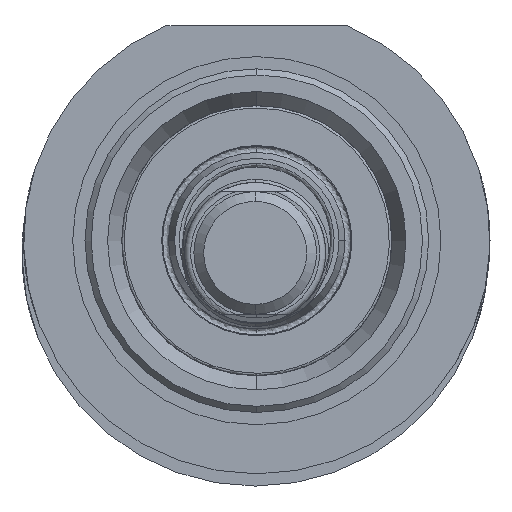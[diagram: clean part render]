
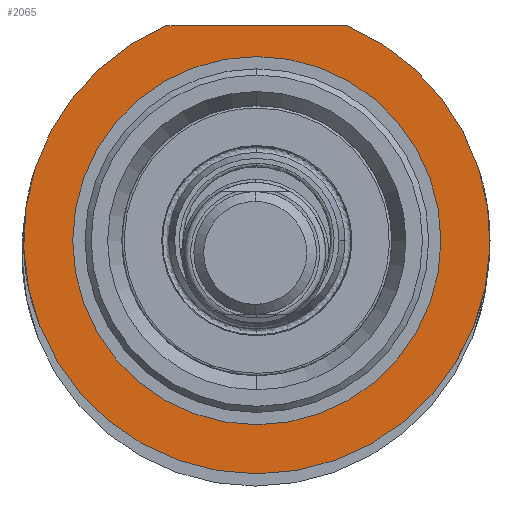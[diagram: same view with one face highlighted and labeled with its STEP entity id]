
A CAD part, front view. The second image highlights one B-rep face of the part: STEP entity #2065.
In plain terms, the highlighted planar face has unit normal (0, -1, 0).
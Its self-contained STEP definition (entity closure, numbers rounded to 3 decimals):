
#59 = EDGE_LOOP ( 'NONE', ( #3260, #6516 ) ) ;
#187 = CARTESIAN_POINT ( 'NONE',  ( -7.399, -71.25, 17.5 ) ) ;
#255 = EDGE_CURVE ( 'NONE', #556, #6292, #6445, .T. ) ;
#492 = ORIENTED_EDGE ( 'NONE', *, *, #3790, .F. ) ;
#556 = VERTEX_POINT ( 'NONE', #2901 ) ;
#676 = PLANE ( 'NONE',  #5028 ) ;
#723 = DIRECTION ( 'NONE',  ( 0., 1., 0. ) ) ;
#1355 = VECTOR ( 'NONE', #5944, 1000. ) ;
#1359 = AXIS2_PLACEMENT_3D ( 'NONE', #4057, #723, #6277 ) ;
#1553 = DIRECTION ( 'NONE',  ( 0., 0., 1. ) ) ;
#1744 = DIRECTION ( 'NONE',  ( 0., 0., -1. ) ) ;
#1801 = CARTESIAN_POINT ( 'NONE',  ( 0., -71.25, 1.475 ) ) ;
#1872 = DIRECTION ( 'NONE',  ( 0., 1., 0. ) ) ;
#1984 = DIRECTION ( 'NONE',  ( 0., 1., 0. ) ) ;
#2065 = ADVANCED_FACE ( 'NONE', ( #2716, #4072 ), #676, .T. ) ;
#2172 = CIRCLE ( 'NONE', #5969, 19. ) ;
#2404 = VERTEX_POINT ( 'NONE', #3805 ) ;
#2447 = DIRECTION ( 'NONE',  ( 0., 0., -1. ) ) ;
#2514 = EDGE_CURVE ( 'NONE', #6292, #5979, #2172, .T. ) ;
#2709 = VERTEX_POINT ( 'NONE', #5350 ) ;
#2716 = FACE_BOUND ( 'NONE', #59, .T. ) ;
#2901 = CARTESIAN_POINT ( 'NONE',  ( -7.399, -71.25, 17.5 ) ) ;
#2959 = AXIS2_PLACEMENT_3D ( 'NONE', #4928, #1984, #1553 ) ;
#3260 = ORIENTED_EDGE ( 'NONE', *, *, #5375, .T. ) ;
#3669 = CARTESIAN_POINT ( 'NONE',  ( 7.399, -71.25, 17.5 ) ) ;
#3732 = EDGE_CURVE ( 'NONE', #2404, #2709, #5770, .T. ) ;
#3741 = AXIS2_PLACEMENT_3D ( 'NONE', #4168, #1872, #2447 ) ;
#3790 = EDGE_CURVE ( 'NONE', #5979, #556, #7154, .T. ) ;
#3805 = CARTESIAN_POINT ( 'NONE',  ( 0., -71.25, -15. ) ) ;
#3991 = ORIENTED_EDGE ( 'NONE', *, *, #2514, .F. ) ;
#4057 = CARTESIAN_POINT ( 'NONE',  ( 0., -71.25, 0. ) ) ;
#4072 = FACE_OUTER_BOUND ( 'NONE', #5013, .T. ) ;
#4168 = CARTESIAN_POINT ( 'NONE',  ( 0., -71.25, 0. ) ) ;
#4536 = DIRECTION ( 'NONE',  ( 0., -1., 0. ) ) ;
#4594 = CARTESIAN_POINT ( 'NONE',  ( 0., -71.25, -19. ) ) ;
#4928 = CARTESIAN_POINT ( 'NONE',  ( 0., -71.25, 0. ) ) ;
#5013 = EDGE_LOOP ( 'NONE', ( #7150, #492, #3991 ) ) ;
#5028 = AXIS2_PLACEMENT_3D ( 'NONE', #1801, #4536, #5687 ) ;
#5122 = DIRECTION ( 'NONE',  ( 0., 1., 0. ) ) ;
#5350 = CARTESIAN_POINT ( 'NONE',  ( 0., -71.25, 15. ) ) ;
#5375 = EDGE_CURVE ( 'NONE', #2709, #2404, #7238, .T. ) ;
#5687 = DIRECTION ( 'NONE',  ( 0., 0., -1. ) ) ;
#5770 = CIRCLE ( 'NONE', #1359, 15. ) ;
#5944 = DIRECTION ( 'NONE',  ( 1., 0., 0. ) ) ;
#5969 = AXIS2_PLACEMENT_3D ( 'NONE', #7250, #5122, #1744 ) ;
#5979 = VERTEX_POINT ( 'NONE', #4594 ) ;
#6277 = DIRECTION ( 'NONE',  ( 0., 0., 1. ) ) ;
#6292 = VERTEX_POINT ( 'NONE', #3669 ) ;
#6445 = LINE ( 'NONE', #187, #1355 ) ;
#6516 = ORIENTED_EDGE ( 'NONE', *, *, #3732, .T. ) ;
#7150 = ORIENTED_EDGE ( 'NONE', *, *, #255, .F. ) ;
#7154 = CIRCLE ( 'NONE', #3741, 19. ) ;
#7238 = CIRCLE ( 'NONE', #2959, 15. ) ;
#7250 = CARTESIAN_POINT ( 'NONE',  ( 0., -71.25, 0. ) ) ;
